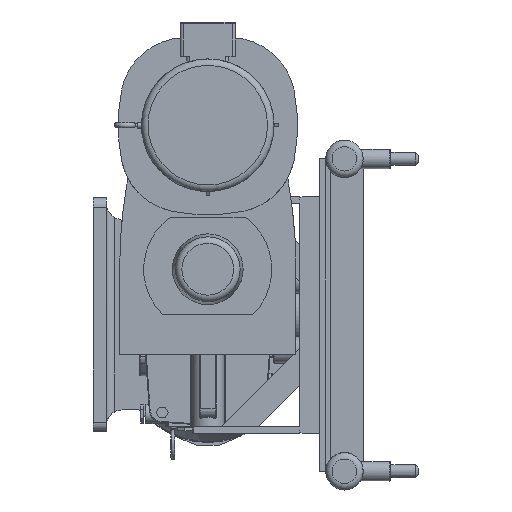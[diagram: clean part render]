
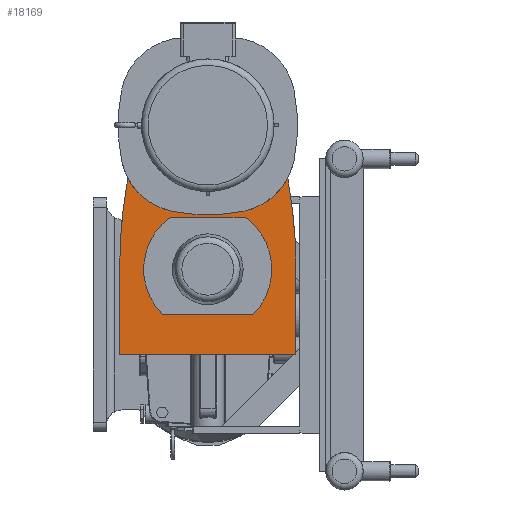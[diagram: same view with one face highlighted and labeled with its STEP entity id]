
A CAD part, left-side view. The second image highlights one B-rep face of the part: STEP entity #18169.
In plain terms, the highlighted planar face has unit normal (-1, 0, 0).
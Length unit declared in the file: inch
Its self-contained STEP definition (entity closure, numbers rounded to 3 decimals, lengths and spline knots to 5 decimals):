
#1112=CIRCLE('',#19784,39.37);
#1113=CIRCLE('',#19785,39.37);
#1114=CIRCLE('',#19786,5.);
#1115=CIRCLE('',#19787,13.78);
#1116=CIRCLE('',#19788,5.);
#1117=CIRCLE('',#19789,4.9215);
#1118=CIRCLE('',#19790,4.9215);
#1475=FACE_BOUND('',#3962,.T.);
#1912=PLANE('',#19783);
#2845=FACE_OUTER_BOUND('',#3961,.T.);
#3961=EDGE_LOOP('',(#16024,#16025,#16026,#16027,#16028,#16029,#16030,#16031));
#3962=EDGE_LOOP('',(#16032,#16033,#16034,#16035));
#5394=LINE('',#33552,#6849);
#5395=LINE('',#33554,#6850);
#5396=LINE('',#33556,#6851);
#5397=LINE('',#33568,#6852);
#5398=LINE('',#33571,#6853);
#6849=VECTOR('',#24180,0.3937);
#6850=VECTOR('',#24181,0.3937);
#6851=VECTOR('',#24182,0.3937);
#6852=VECTOR('',#24193,0.3937);
#6853=VECTOR('',#24196,0.3937);
#8745=VERTEX_POINT('',#33548);
#8746=VERTEX_POINT('',#33549);
#8747=VERTEX_POINT('',#33551);
#8748=VERTEX_POINT('',#33553);
#8749=VERTEX_POINT('',#33555);
#8750=VERTEX_POINT('',#33557);
#8751=VERTEX_POINT('',#33559);
#8752=VERTEX_POINT('',#33561);
#8753=VERTEX_POINT('',#33564);
#8754=VERTEX_POINT('',#33565);
#8755=VERTEX_POINT('',#33567);
#8756=VERTEX_POINT('',#33569);
#11242=EDGE_CURVE('',#8745,#8746,#1112,.T.);
#11243=EDGE_CURVE('',#8746,#8747,#5394,.T.);
#11244=EDGE_CURVE('',#8747,#8748,#5395,.T.);
#11245=EDGE_CURVE('',#8748,#8749,#5396,.T.);
#11246=EDGE_CURVE('',#8749,#8750,#1113,.T.);
#11247=EDGE_CURVE('',#8751,#8750,#1114,.F.);
#11248=EDGE_CURVE('',#8751,#8752,#1115,.T.);
#11249=EDGE_CURVE('',#8752,#8745,#1116,.T.);
#11250=EDGE_CURVE('',#8753,#8754,#1117,.T.);
#11251=EDGE_CURVE('',#8754,#8755,#5397,.T.);
#11252=EDGE_CURVE('',#8755,#8756,#1118,.T.);
#11253=EDGE_CURVE('',#8756,#8753,#5398,.T.);
#16024=ORIENTED_EDGE('',*,*,#11242,.T.);
#16025=ORIENTED_EDGE('',*,*,#11243,.T.);
#16026=ORIENTED_EDGE('',*,*,#11244,.T.);
#16027=ORIENTED_EDGE('',*,*,#11245,.T.);
#16028=ORIENTED_EDGE('',*,*,#11246,.T.);
#16029=ORIENTED_EDGE('',*,*,#11247,.F.);
#16030=ORIENTED_EDGE('',*,*,#11248,.T.);
#16031=ORIENTED_EDGE('',*,*,#11249,.T.);
#16032=ORIENTED_EDGE('',*,*,#11250,.T.);
#16033=ORIENTED_EDGE('',*,*,#11251,.T.);
#16034=ORIENTED_EDGE('',*,*,#11252,.T.);
#16035=ORIENTED_EDGE('',*,*,#11253,.T.);
#18169=ADVANCED_FACE('',(#2845,#1475),#1912,.F.);
#19783=AXIS2_PLACEMENT_3D('',#33547,#24176,#24177);
#19784=AXIS2_PLACEMENT_3D('',#33550,#24178,#24179);
#19785=AXIS2_PLACEMENT_3D('',#33558,#24183,#24184);
#19786=AXIS2_PLACEMENT_3D('',#33560,#24185,#24186);
#19787=AXIS2_PLACEMENT_3D('',#33562,#24187,#24188);
#19788=AXIS2_PLACEMENT_3D('',#33563,#24189,#24190);
#19789=AXIS2_PLACEMENT_3D('',#33566,#24191,#24192);
#19790=AXIS2_PLACEMENT_3D('',#33570,#24194,#24195);
#24176=DIRECTION('center_axis',(1.,0.,0.));
#24177=DIRECTION('ref_axis',(0.,1.,0.));
#24178=DIRECTION('center_axis',(-1.,0.,0.));
#24179=DIRECTION('ref_axis',(0.,-1.,0.));
#24180=DIRECTION('',(0.,0.,-1.));
#24181=DIRECTION('',(0.,-1.,0.));
#24182=DIRECTION('',(0.,0.,1.));
#24183=DIRECTION('center_axis',(-1.,0.,0.));
#24184=DIRECTION('ref_axis',(0.,0.923,-0.386));
#24185=DIRECTION('center_axis',(1.,0.,0.));
#24186=DIRECTION('ref_axis',(0.,-0.707,-0.707));
#24187=DIRECTION('center_axis',(1.,0.,0.));
#24188=DIRECTION('ref_axis',(0.,0.411,0.911));
#24189=DIRECTION('center_axis',(1.,0.,0.));
#24190=DIRECTION('ref_axis',(0.,0.707,-0.707));
#24191=DIRECTION('center_axis',(1.,0.,0.));
#24192=DIRECTION('ref_axis',(0.,0.703,0.711));
#24193=DIRECTION('',(0.,1.,0.));
#24194=DIRECTION('center_axis',(1.,0.,0.));
#24195=DIRECTION('ref_axis',(0.,-0.583,-0.813));
#24196=DIRECTION('',(0.,-1.,0.));
#33547=CARTESIAN_POINT('Origin',(-33.299,0.,5.92161));
#33548=CARTESIAN_POINT('',(-33.299,6.14234,10.51029));
#33549=CARTESIAN_POINT('',(-33.299,6.7715,3.5));
#33550=CARTESIAN_POINT('Origin',(-33.299,-32.5985,3.5));
#33551=CARTESIAN_POINT('',(-33.299,6.7715,-3.075));
#33552=CARTESIAN_POINT('',(-33.299,6.7715,3.5));
#33553=CARTESIAN_POINT('',(-33.299,-6.7715,-3.075));
#33554=CARTESIAN_POINT('',(-33.299,6.7715,-3.075));
#33555=CARTESIAN_POINT('',(-33.299,-6.7715,3.5));
#33556=CARTESIAN_POINT('',(-33.299,-6.7715,-3.075));
#33557=CARTESIAN_POINT('',(-33.299,-6.14234,10.51029));
#33558=CARTESIAN_POINT('Origin',(-33.299,32.5985,3.5));
#33559=CARTESIAN_POINT('',(-33.299,-2.69934,7.93997));
#33560=CARTESIAN_POINT('Origin',(-33.299,-1.7199,12.8431));
#33561=CARTESIAN_POINT('',(-33.299,2.69934,7.93997));
#33562=CARTESIAN_POINT('Origin',(-33.299,0.,21.453));
#33563=CARTESIAN_POINT('Origin',(-33.299,1.7199,12.8431));
#33564=CARTESIAN_POINT('',(-33.299,-2.86726,7.5));
#33565=CARTESIAN_POINT('',(-33.299,-3.45994,0.));
#33566=CARTESIAN_POINT('Origin',(-33.299,0.,3.5));
#33567=CARTESIAN_POINT('',(-33.299,3.45994,0.));
#33568=CARTESIAN_POINT('',(-33.299,1.72997,0.));
#33569=CARTESIAN_POINT('',(-33.299,2.86726,7.5));
#33570=CARTESIAN_POINT('Origin',(-33.299,0.,3.5));
#33571=CARTESIAN_POINT('',(-33.299,-1.43363,7.5));
